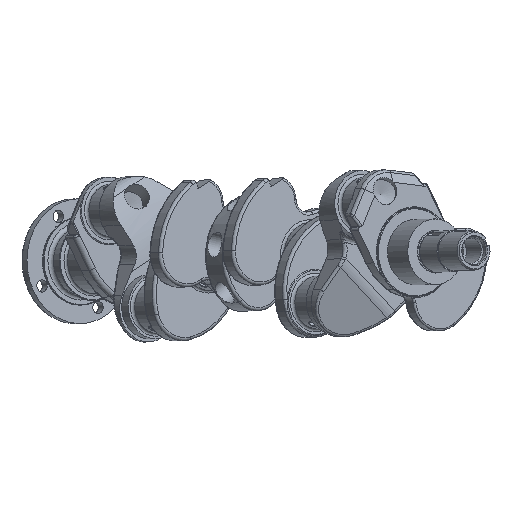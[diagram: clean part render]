
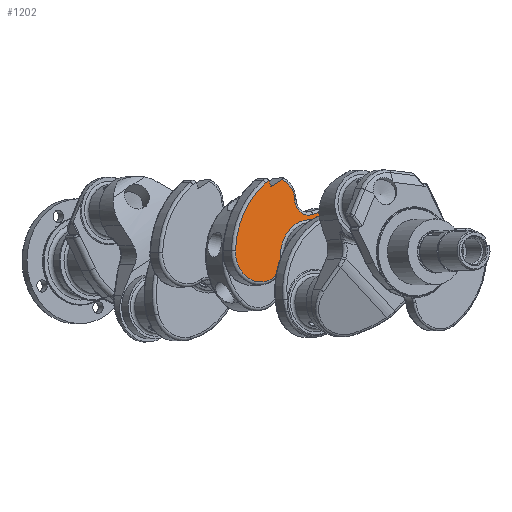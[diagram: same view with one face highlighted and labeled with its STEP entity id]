
A CAD part, front view. The second image highlights one B-rep face of the part: STEP entity #1202.
In plain terms, the highlighted face is planar.
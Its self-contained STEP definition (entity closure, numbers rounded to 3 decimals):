
#1202=ADVANCED_FACE('',(#6822,#6824),#6826,.F.);
#6822=FACE_BOUND('',#6823,.T.);
#6823=EDGE_LOOP('',(#13725,#13726,#13727,#13728,#13729,#13730,#13731,#13732,#13733,
#13734,#13735,#13736,#13737,#13738,#13739,#13740));
#6824=FACE_BOUND('',#6825,.T.);
#6825=EDGE_LOOP('',(#13741));
#6826=PLANE('',#6827);
#6827=AXIS2_PLACEMENT_3D('',#6828,#6829,#6830);
#6828=CARTESIAN_POINT('',(0.,296.5,0.));
#6829=DIRECTION('',(0.,1.,0.));
#6830=DIRECTION('',(0.,0.,1.));
#13725=ORIENTED_EDGE('',*,*,#15763,.F.);
#13726=ORIENTED_EDGE('',*,*,#15764,.F.);
#13727=ORIENTED_EDGE('',*,*,#15765,.F.);
#13728=ORIENTED_EDGE('',*,*,#15766,.F.);
#13729=ORIENTED_EDGE('',*,*,#15767,.F.);
#13730=ORIENTED_EDGE('',*,*,#15768,.F.);
#13731=ORIENTED_EDGE('',*,*,#15769,.F.);
#13732=ORIENTED_EDGE('',*,*,#15770,.F.);
#13733=ORIENTED_EDGE('',*,*,#15771,.F.);
#13734=ORIENTED_EDGE('',*,*,#15772,.F.);
#13735=ORIENTED_EDGE('',*,*,#15773,.F.);
#13736=ORIENTED_EDGE('',*,*,#15774,.F.);
#13737=ORIENTED_EDGE('',*,*,#15775,.F.);
#13738=ORIENTED_EDGE('',*,*,#15671,.T.);
#13739=ORIENTED_EDGE('',*,*,#15670,.T.);
#13740=ORIENTED_EDGE('',*,*,#15776,.F.);
#13741=ORIENTED_EDGE('',*,*,#15777,.T.);
#15670=EDGE_CURVE('',#17008,#17009,#17010,.T.);
#15671=EDGE_CURVE('',#17011,#17008,#17012,.T.);
#15763=EDGE_CURVE('',#17168,#17169,#17170,.T.);
#15764=EDGE_CURVE('',#17171,#17168,#17172,.F.);
#15765=EDGE_CURVE('',#17173,#17171,#17174,.T.);
#15766=EDGE_CURVE('',#17175,#17173,#17176,.T.);
#15767=EDGE_CURVE('',#17177,#17175,#17178,.T.);
#15768=EDGE_CURVE('',#17179,#17177,#17180,.T.);
#15769=EDGE_CURVE('',#17181,#17179,#17182,.T.);
#15770=EDGE_CURVE('',#17183,#17181,#17184,.T.);
#15771=EDGE_CURVE('',#17185,#17183,#17186,.T.);
#15772=EDGE_CURVE('',#17187,#17185,#17188,.T.);
#15773=EDGE_CURVE('',#17189,#17187,#17190,.T.);
#15774=EDGE_CURVE('',#17191,#17189,#17192,.T.);
#15775=EDGE_CURVE('',#17011,#17191,#17193,.T.);
#15776=EDGE_CURVE('',#17169,#17009,#17194,.T.);
#15777=EDGE_CURVE('',#17195,#17195,#17196,.F.);
#17008=VERTEX_POINT('',#22204);
#17009=VERTEX_POINT('',#22205);
#17010=CIRCLE('',#22206,34.5);
#17011=VERTEX_POINT('',#22210);
#17012=CIRCLE('',#22211,34.5);
#17168=VERTEX_POINT('',#22822);
#17169=VERTEX_POINT('',#22823);
#17170=CIRCLE('',#22824,29.5);
#17171=VERTEX_POINT('',#22828);
#17172=LINE('',#22829,#22830);
#17173=VERTEX_POINT('',#22832);
#17174=LINE('',#22833,#22834);
#17175=VERTEX_POINT('',#22836);
#17176=LINE('',#22837,#22838);
#17177=VERTEX_POINT('',#22840);
#17178=CIRCLE('',#22841,69.);
#17179=VERTEX_POINT('',#22845);
#17180=CIRCLE('',#22846,16.);
#17181=VERTEX_POINT('',#22850);
#17182=CIRCLE('',#22851,21.);
#17183=VERTEX_POINT('',#22855);
#17184=LINE('',#22856,#22857);
#17185=VERTEX_POINT('',#22859);
#17186=LINE('',#22860,#22861);
#17187=VERTEX_POINT('',#22863);
#17188=CIRCLE('',#22864,21.);
#17189=VERTEX_POINT('',#22868);
#17190=CIRCLE('',#22869,87.);
#17191=VERTEX_POINT('',#22873);
#17192=CIRCLE('',#22874,29.);
#17193=CIRCLE('',#22878,16.);
#17194=CIRCLE('',#22882,69.);
#17195=VERTEX_POINT('',#22886);
#17196=CIRCLE('',#22887,13.);
#22204=CARTESIAN_POINT('',(-34.5,296.5,0.));
#22205=CARTESIAN_POINT('',(-27.898,296.5,-20.297));
#22206=AXIS2_PLACEMENT_3D('',#22207,#22208,#22209);
#22207=CARTESIAN_POINT('',(0.,296.5,0.));
#22208=DIRECTION('',(0.,1.,0.));
#22209=DIRECTION('',(-1.,0.,0.));
#22210=CARTESIAN_POINT('',(-34.072,296.5,-5.42));
#22211=AXIS2_PLACEMENT_3D('',#22212,#22213,#22214);
#22212=CARTESIAN_POINT('',(0.,296.5,0.));
#22213=DIRECTION('',(0.,1.,0.));
#22214=DIRECTION('',(-0.988,0.,-0.157));
#22822=CARTESIAN_POINT('',(75.651,296.5,-36.729));
#22823=CARTESIAN_POINT('',(57.62,296.5,-55.257));
#22824=AXIS2_PLACEMENT_3D('',#22825,#22826,#22827);
#22825=CARTESIAN_POINT('',(47.631,296.5,-27.5));
#22826=DIRECTION('',(0.,1.,0.));
#22827=DIRECTION('',(0.95,0.,-0.313));
#22828=CARTESIAN_POINT('',(78.5,296.5,-37.668));
#22829=CARTESIAN_POINT('',(75.651,296.5,-36.729));
#22830=VECTOR('',#22831,1.);
#22831=DIRECTION('',(0.95,0.,-0.313));
#22832=CARTESIAN_POINT('',(78.5,296.5,-16.616));
#22833=CARTESIAN_POINT('',(78.5,296.5,-16.616));
#22834=VECTOR('',#22835,1.);
#22835=DIRECTION('',(0.,0.,-1.));
#22836=CARTESIAN_POINT('',(75.594,296.5,-17.361));
#22837=CARTESIAN_POINT('',(75.594,296.5,-17.361));
#22838=VECTOR('',#22839,1.);
#22839=DIRECTION('',(0.969,0.,0.248));
#22840=CARTESIAN_POINT('',(21.981,296.5,33.22));
#22841=AXIS2_PLACEMENT_3D('',#22842,#22843,#22844);
#22842=CARTESIAN_POINT('',(8.757,296.5,-34.501));
#22843=DIRECTION('',(0.,1.,0.));
#22844=DIRECTION('',(0.192,0.,0.981));
#22845=CARTESIAN_POINT('',(10.745,296.5,56.096));
#22846=AXIS2_PLACEMENT_3D('',#22847,#22848,#22849);
#22847=CARTESIAN_POINT('',(25.047,296.5,48.924));
#22848=DIRECTION('',(0.,-1.,0.));
#22849=DIRECTION('',(-0.894,0.,0.448));
#22850=CARTESIAN_POINT('',(7.173,296.5,80.));
#22851=AXIS2_PLACEMENT_3D('',#22852,#22853,#22854);
#22852=CARTESIAN_POINT('',(-8.027,296.5,65.51));
#22853=DIRECTION('',(0.,1.,0.));
#22854=DIRECTION('',(0.724,0.,0.69));
#22855=CARTESIAN_POINT('',(-6.5,296.5,80.));
#22856=CARTESIAN_POINT('',(-6.5,296.5,80.));
#22857=VECTOR('',#22858,1.);
#22858=DIRECTION('',(1.,0.,0.));
#22859=CARTESIAN_POINT('',(-6.5,296.5,86.455));
#22860=CARTESIAN_POINT('',(-6.5,296.5,86.455));
#22861=VECTOR('',#22862,1.);
#22862=DIRECTION('',(0.,0.,-1.));
#22863=CARTESIAN_POINT('',(-10.581,296.5,86.354));
#22864=AXIS2_PLACEMENT_3D('',#22865,#22866,#22867);
#22865=CARTESIAN_POINT('',(-8.027,296.5,65.51));
#22866=DIRECTION('',(0.,1.,0.));
#22867=DIRECTION('',(-0.122,0.,0.993));
#22868=CARTESIAN_POINT('',(-74.071,296.5,45.635));
#22869=AXIS2_PLACEMENT_3D('',#22870,#22871,#22872);
#22870=CARTESIAN_POINT('',(0.,296.5,0.));
#22871=DIRECTION('',(0.,1.,0.));
#22872=DIRECTION('',(-0.851,0.,0.525));
#22873=CARTESIAN_POINT('',(-47.993,296.5,1.456));
#22874=AXIS2_PLACEMENT_3D('',#22875,#22876,#22877);
#22875=CARTESIAN_POINT('',(-49.38,296.5,30.423));
#22876=DIRECTION('',(0.,1.,0.));
#22877=DIRECTION('',(0.048,0.,-0.999));
#22878=AXIS2_PLACEMENT_3D('',#22879,#22880,#22881);
#22879=CARTESIAN_POINT('',(-47.228,296.5,-14.525));
#22880=DIRECTION('',(0.,-1.,0.));
#22881=DIRECTION('',(0.822,0.,0.569));
#22882=AXIS2_PLACEMENT_3D('',#22883,#22884,#22885);
#22883=CARTESIAN_POINT('',(34.257,296.5,9.667));
#22884=DIRECTION('',(0.,1.,0.));
#22885=DIRECTION('',(0.339,0.,-0.941));
#22886=CARTESIAN_POINT('',(67.968,296.5,-25.789));
#22887=AXIS2_PLACEMENT_3D('',#22888,#22889,#22890);
#22888=CARTESIAN_POINT('',(54.968,296.5,-25.789));
#22889=DIRECTION('',(0.,-1.,0.));
#22890=DIRECTION('',(1.,0.,0.));
